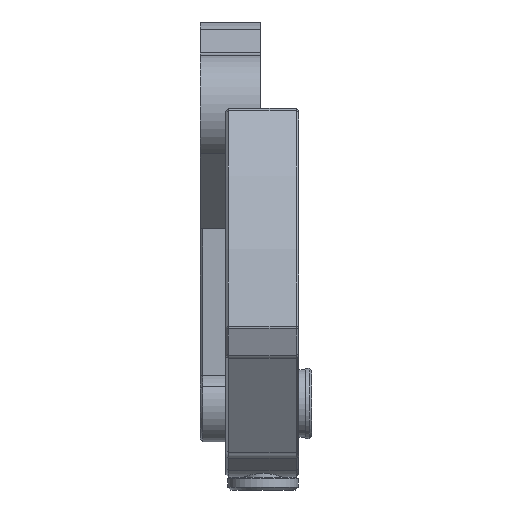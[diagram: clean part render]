
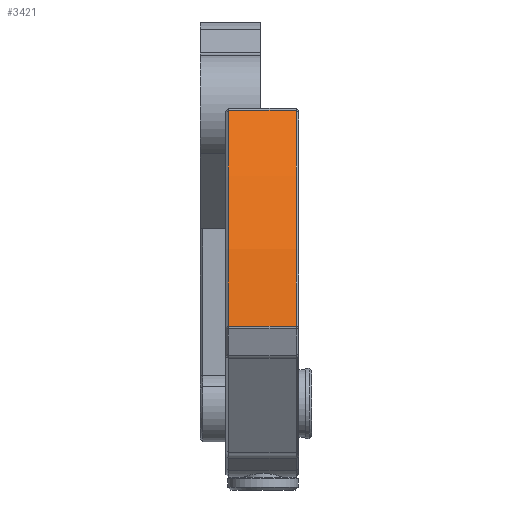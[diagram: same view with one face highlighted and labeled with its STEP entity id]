
A CAD part, left-side view. The second image highlights one B-rep face of the part: STEP entity #3421.
In plain terms, the highlighted cylindrical face has radius 35.854 mm (diameter 71.708 mm), a partial arc.
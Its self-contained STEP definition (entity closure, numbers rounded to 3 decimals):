
#356=FACE_OUTER_BOUND('',#584,.T.);
#584=EDGE_LOOP('',(#2893,#2894,#2895,#2896));
#849=LINE('',#5800,#1141);
#850=LINE('',#5801,#1142);
#1141=VECTOR('',#4704,1000.);
#1142=VECTOR('',#4705,1000.);
#1363=CIRCLE('',#3741,35.854);
#1368=CIRCLE('',#3749,35.854);
#1613=VERTEX_POINT('',#5650);
#1615=VERTEX_POINT('',#5656);
#1620=VERTEX_POINT('',#5669);
#1624=VERTEX_POINT('',#5678);
#2023=EDGE_CURVE('',#1615,#1613,#1363,.F.);
#2032=EDGE_CURVE('',#1620,#1624,#1368,.T.);
#2093=EDGE_CURVE('',#1624,#1615,#849,.T.);
#2094=EDGE_CURVE('',#1620,#1613,#850,.T.);
#2893=ORIENTED_EDGE('',*,*,#2093,.T.);
#2894=ORIENTED_EDGE('',*,*,#2023,.T.);
#2895=ORIENTED_EDGE('',*,*,#2094,.F.);
#2896=ORIENTED_EDGE('',*,*,#2032,.T.);
#3263=CYLINDRICAL_SURFACE('',#3793,35.854);
#3421=ADVANCED_FACE('',(#356),#3263,.T.);
#3741=AXIS2_PLACEMENT_3D('',#5660,#4554,#4555);
#3749=AXIS2_PLACEMENT_3D('',#5680,#4574,#4575);
#3793=AXIS2_PLACEMENT_3D('',#5799,#4702,#4703);
#4554=DIRECTION('center_axis',(0.,-1.,0.));
#4555=DIRECTION('ref_axis',(1.,0.,0.));
#4574=DIRECTION('center_axis',(0.,-1.,0.));
#4575=DIRECTION('ref_axis',(1.,0.,0.));
#4702=DIRECTION('center_axis',(0.,-1.,0.));
#4703=DIRECTION('ref_axis',(0.,0.,
-1.));
#4704=DIRECTION('',(0.,-1.,0.));
#4705=DIRECTION('',(0.,-1.,0.));
#5650=CARTESIAN_POINT('',(-37.592,-31.6,31.645));
#5656=CARTESIAN_POINT('',(-45.342,-31.6,14.787));
#5660=CARTESIAN_POINT('Origin',(-10.,-31.6,8.75));
#5669=CARTESIAN_POINT('',(-37.592,-26.3,31.645));
#5678=CARTESIAN_POINT('',(-45.342,-26.3,14.787));
#5680=CARTESIAN_POINT('Origin',(-10.,-26.3,8.75));
#5799=CARTESIAN_POINT('Origin',(-10.,-26.098,8.75));
#5800=CARTESIAN_POINT('',(-45.342,-26.098,14.787));
#5801=CARTESIAN_POINT('',(-37.592,-26.098,31.645));
